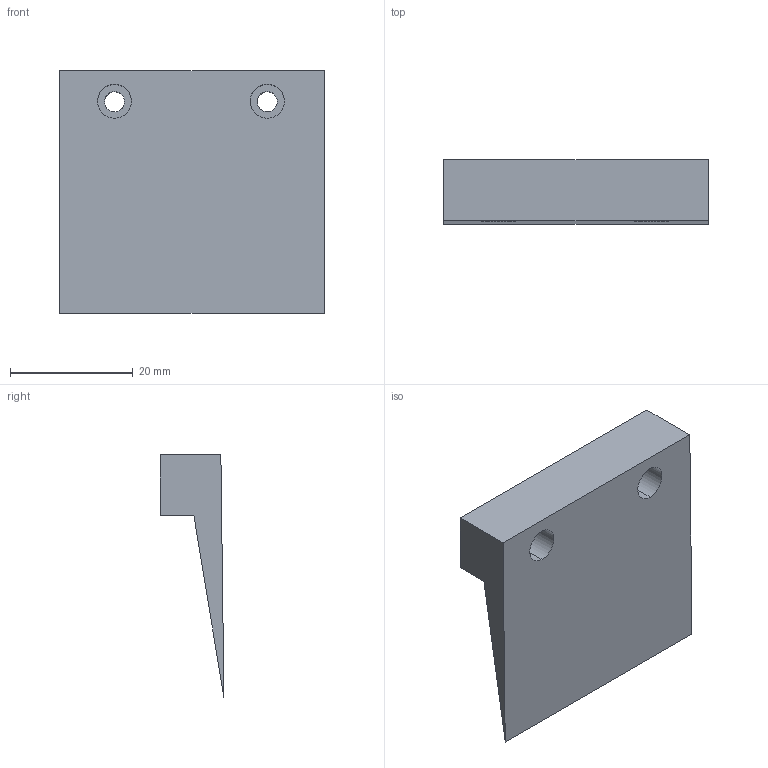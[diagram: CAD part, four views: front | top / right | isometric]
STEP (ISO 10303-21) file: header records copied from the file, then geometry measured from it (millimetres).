
FILE_DESCRIPTION (( 'STEP AP214' ), '1' );
FILE_NAME ('BladeHolderBottom.STEP', '2018-07-16T17:48:40', ( '' ), ( '' ), 'SwSTEP 2.0', 'SolidWorks 2017', '' );
FILE_SCHEMA (( 'AUTOMOTIVE_DESIGN' ));
Length unit declared in the file: millimetre
Products named in the file (1): BladeHolderBottom
Bounding box: 43 x 10.4 x 39.5 mm (x, y, z)
Volume: 6736.8 mm3; surface area: 4677.1 mm2
Topology: 1 solids, 1 shells, 17 faces, 39 edges, 26 vertices
Faces by surface type: plane 9, cylinder 8
Entity records: 527 total; most frequent: CARTESIAN_POINT 95, DIRECTION 83, ORIENTED_EDGE 78, EDGE_CURVE 39, AXIS2_PLACEMENT_3D 30, VERTEX_POINT 26, VECTOR 23, EDGE_LOOP 23
